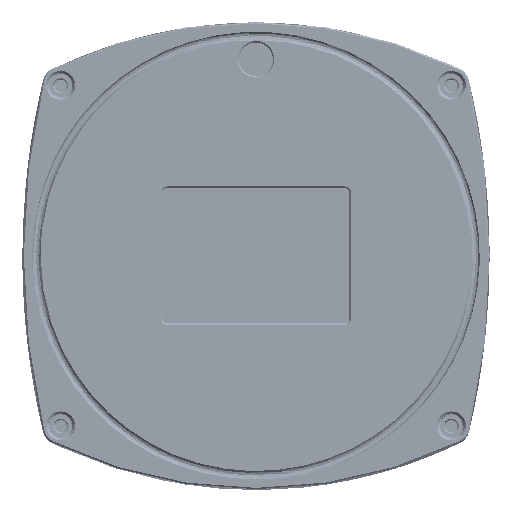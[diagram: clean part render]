
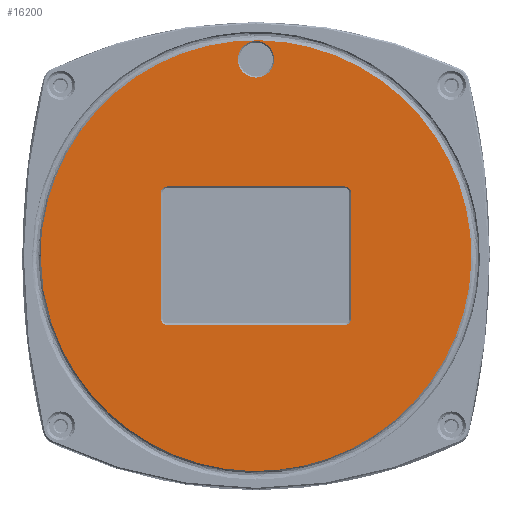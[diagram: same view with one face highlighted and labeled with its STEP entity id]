
A CAD part, top view. The second image highlights one B-rep face of the part: STEP entity #16200.
In plain terms, the highlighted face is planar.
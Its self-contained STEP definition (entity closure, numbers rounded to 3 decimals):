
#9289=B_SPLINE_CURVE_WITH_KNOTS('',3,(#172420,#172421,#172422,#172423,#172424,
#172425,#172426,#172427,#172428,#172429,#172430,#172431,#172432,#172433,
#172434,#172435,#172436,#172437,#172438),.UNSPECIFIED.,.T.,.F.,(1,3,1,1,
1,1,1,1,1,1,1,1,1,1,1,1,1,3,1),(-0.063,0.,0.063,0.125,0.188,0.25,0.313,
0.375,0.438,0.5,0.563,0.625,0.688,0.75,0.813,0.875,0.938,1.,1.063),
 .UNSPECIFIED.);
#16200=ADVANCED_FACE('',(#29158,#29159,#29160),#18193,.F.);
#18193=PLANE('',#71068);
#23017=LINE('',#172404,#27954);
#23018=LINE('',#172409,#27955);
#23019=LINE('',#172413,#27956);
#23020=LINE('',#172417,#27957);
#27954=VECTOR('',#84983,1.);
#27955=VECTOR('',#84986,1.);
#27956=VECTOR('',#84989,1.);
#27957=VECTOR('',#84992,1.);
#29158=FACE_BOUND('',#33117,.T.);
#29159=FACE_BOUND('',#33118,.T.);
#29160=FACE_BOUND('',#33119,.T.);
#33117=EDGE_LOOP('',(#49841));
#33118=EDGE_LOOP('',(#49842,#49843,#49844,#49845,#49846,#49847,#49848,#49849));
#33119=EDGE_LOOP('',(#49850));
#49841=ORIENTED_EDGE('',*,*,#64545,.T.);
#49842=ORIENTED_EDGE('',*,*,#64546,.T.);
#49843=ORIENTED_EDGE('',*,*,#64547,.T.);
#49844=ORIENTED_EDGE('',*,*,#64548,.T.);
#49845=ORIENTED_EDGE('',*,*,#64549,.T.);
#49846=ORIENTED_EDGE('',*,*,#64550,.T.);
#49847=ORIENTED_EDGE('',*,*,#64551,.T.);
#49848=ORIENTED_EDGE('',*,*,#64552,.T.);
#49849=ORIENTED_EDGE('',*,*,#64553,.T.);
#49850=ORIENTED_EDGE('',*,*,#64554,.T.);
#56039=VERTEX_POINT('',#172403);
#56040=VERTEX_POINT('',#172405);
#56041=VERTEX_POINT('',#172406);
#56042=VERTEX_POINT('',#172408);
#56043=VERTEX_POINT('',#172410);
#56044=VERTEX_POINT('',#172412);
#56045=VERTEX_POINT('',#172414);
#56046=VERTEX_POINT('',#172416);
#56047=VERTEX_POINT('',#172418);
#56048=VERTEX_POINT('',#172439);
#64545=EDGE_CURVE('',#56039,#56039,#66520,.T.);
#64546=EDGE_CURVE('',#56040,#56041,#23017,.T.);
#64547=EDGE_CURVE('',#56041,#56042,#66521,.T.);
#64548=EDGE_CURVE('',#56042,#56043,#23018,.T.);
#64549=EDGE_CURVE('',#56043,#56044,#66522,.T.);
#64550=EDGE_CURVE('',#56044,#56045,#23019,.T.);
#64551=EDGE_CURVE('',#56045,#56046,#66523,.T.);
#64552=EDGE_CURVE('',#56046,#56047,#23020,.T.);
#64553=EDGE_CURVE('',#56047,#56040,#66524,.T.);
#64554=EDGE_CURVE('',#56048,#56048,#9289,.T.);
#66520=CIRCLE('',#71063,1.95);
#66521=CIRCLE('',#71064,0.65);
#66522=CIRCLE('',#71065,0.65);
#66523=CIRCLE('',#71066,0.65);
#66524=CIRCLE('',#71067,0.65);
#71063=AXIS2_PLACEMENT_3D('',#172402,#84981,#84982);
#71064=AXIS2_PLACEMENT_3D('',#172407,#84984,#84985);
#71065=AXIS2_PLACEMENT_3D('',#172411,#84987,#84988);
#71066=AXIS2_PLACEMENT_3D('',#172415,#84990,#84991);
#71067=AXIS2_PLACEMENT_3D('',#172419,#84993,#84994);
#71068=AXIS2_PLACEMENT_3D('',#172440,#84995,#84996);
#84981=DIRECTION('',(0.,0.,1.));
#84982=DIRECTION('',(1.,0.,0.));
#84983=DIRECTION('',(0.,-1.,0.));
#84984=DIRECTION('',(0.,0.,1.));
#84985=DIRECTION('',(1.,0.,0.));
#84986=DIRECTION('',(1.,0.,0.));
#84987=DIRECTION('',(0.,0.,1.));
#84988=DIRECTION('',(1.,0.,0.));
#84989=DIRECTION('',(0.,1.,0.));
#84990=DIRECTION('',(0.,0.,1.));
#84991=DIRECTION('',(1.,0.,0.));
#84992=DIRECTION('',(-1.,0.,0.));
#84993=DIRECTION('',(0.,0.,1.));
#84994=DIRECTION('',(1.,0.,0.));
#84995=DIRECTION('',(0.,0.,1.));
#84996=DIRECTION('',(1.,0.,0.));
#172402=CARTESIAN_POINT('',(0.,-21.,-16.));
#172403=CARTESIAN_POINT('',(1.95,-21.,-16.));
#172404=CARTESIAN_POINT('',(-10.15,-6.75,-16.));
#172405=CARTESIAN_POINT('',(-10.15,6.75,-16.));
#172406=CARTESIAN_POINT('',(-10.15,-6.75,-16.));
#172407=CARTESIAN_POINT('',(-9.5,-6.75,-16.));
#172408=CARTESIAN_POINT('',(-9.5,-7.4,-16.));
#172409=CARTESIAN_POINT('',(9.5,-7.4,-16.));
#172410=CARTESIAN_POINT('',(9.5,-7.4,-16.));
#172411=CARTESIAN_POINT('',(9.5,-6.75,-16.));
#172412=CARTESIAN_POINT('',(10.15,-6.75,-16.));
#172413=CARTESIAN_POINT('',(10.15,6.75,-16.));
#172414=CARTESIAN_POINT('',(10.15,6.75,-16.));
#172415=CARTESIAN_POINT('',(9.5,6.75,-16.));
#172416=CARTESIAN_POINT('',(9.5,7.4,-16.));
#172417=CARTESIAN_POINT('',(-9.5,7.4,-16.));
#172418=CARTESIAN_POINT('',(-9.5,7.4,-16.));
#172419=CARTESIAN_POINT('',(-9.5,6.75,-16.));
#172420=CARTESIAN_POINT('',(-23.044,0.,-16.));
#172421=CARTESIAN_POINT('',(-23.044,3.031,-16.));
#172422=CARTESIAN_POINT('',(-21.846,9.049,-16.));
#172423=CARTESIAN_POINT('',(-16.721,16.721,-16.));
#172424=CARTESIAN_POINT('',(-9.049,21.846,-16.));
#172425=CARTESIAN_POINT('',(0.,23.647,-16.));
#172426=CARTESIAN_POINT('',(9.049,21.846,-16.));
#172427=CARTESIAN_POINT('',(16.721,16.721,-16.));
#172428=CARTESIAN_POINT('',(21.846,9.049,-16.));
#172429=CARTESIAN_POINT('',(23.647,0.,-16.));
#172430=CARTESIAN_POINT('',(21.846,-9.049,-16.));
#172431=CARTESIAN_POINT('',(16.721,-16.721,-16.));
#172432=CARTESIAN_POINT('',(9.049,-21.846,-16.));
#172433=CARTESIAN_POINT('',(0.,-23.647,-16.));
#172434=CARTESIAN_POINT('',(-9.049,-21.846,-16.));
#172435=CARTESIAN_POINT('',(-16.721,-16.721,-16.));
#172436=CARTESIAN_POINT('',(-21.846,-9.049,-16.));
#172437=CARTESIAN_POINT('',(-23.044,-3.031,-16.));
#172438=CARTESIAN_POINT('',(-23.044,0.,-16.));
#172439=CARTESIAN_POINT('',(-23.044,0.,-16.));
#172440=CARTESIAN_POINT('',(10.5,3.335,-16.));
